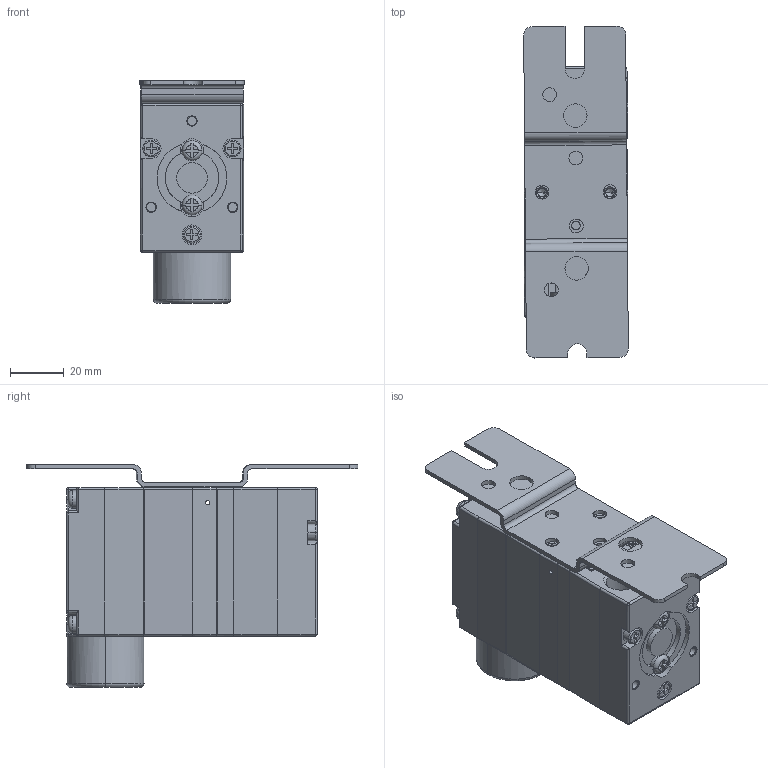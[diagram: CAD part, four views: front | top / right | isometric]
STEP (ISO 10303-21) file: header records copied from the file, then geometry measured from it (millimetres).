
FILE_DESCRIPTION (( 'STEP AP214' ), '1' );
FILE_NAME ('NCP2-20-630N.STEP', '2017-03-30T13:13:52', ( '' ), ( '' ), 'SwSTEP 2.0', 'SolidWorks 2016', '' );
FILE_SCHEMA (( 'AUTOMOTIVE_DESIGN' ));
Length unit declared in the file: millimetre
Products named in the file (1): NCP2-20-630N
Bounding box: 39.12 x 124.1 x 83.35 mm (x, y, z)
Volume: 189474.7 mm3; surface area: 49479.3 mm2
Topology: 4 solids, 14 shells, 1003 faces, 2620 edges, 1683 vertices
Faces by surface type: plane 537, cylinder 291, bspline 80, cone 53, torus 26, sphere 16
Entity records: 35100 total; most frequent: CARTESIAN_POINT 9902, ORIENTED_EDGE 5196, DIRECTION 4622, EDGE_CURVE 2598, VERTEX_POINT 1683, LINE 1566, VECTOR 1566, AXIS2_PLACEMENT_3D 1528
